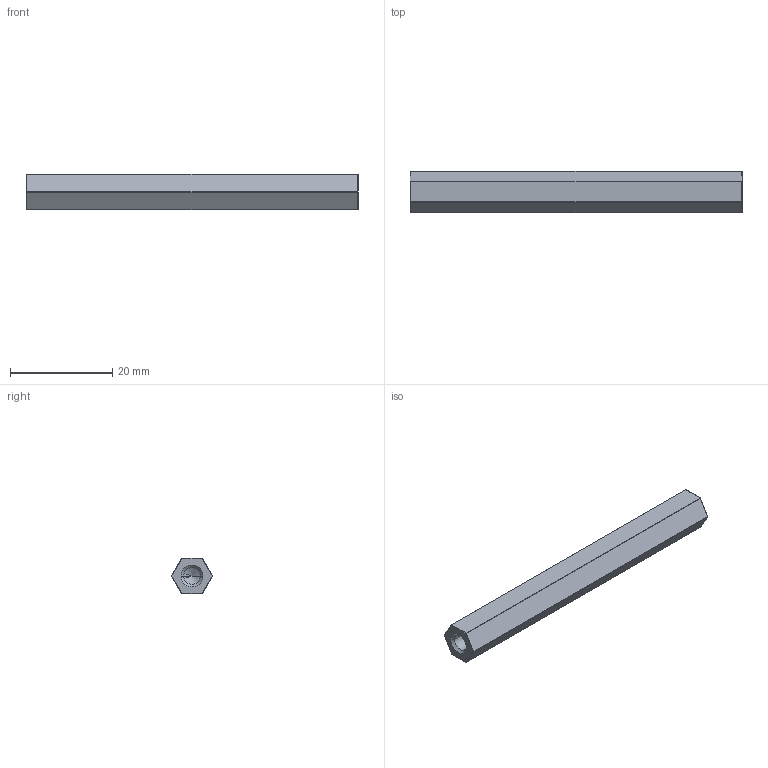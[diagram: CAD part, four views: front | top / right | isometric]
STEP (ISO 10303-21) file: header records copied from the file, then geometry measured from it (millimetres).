
FILE_DESCRIPTION (( 'STEP AP214' ), '1' );
FILE_NAME ('TFF-M4x65_DR116.STEP', '2018-07-07T10:30:31', ( 'User' ), ( '' ), 'SwSTEP 2.0', 'SolidWorks 2017', '' );
FILE_SCHEMA (( 'AUTOMOTIVE_DESIGN' ));
Length unit declared in the file: millimetre
Products named in the file (1): TFF-M4x65_DR116
Bounding box: 65 x 8.05 x 7 mm (x, y, z)
Volume: 2569.3 mm3; surface area: 1870.7 mm2
Topology: 1 solids, 1 shells, 54 faces, 116 edges, 58 vertices
Faces by surface type: cylinder 26, sphere 12, cone 8, plane 8
Entity records: 1410 total; most frequent: DIRECTION 266, CARTESIAN_POINT 213, ORIENTED_EDGE 208, AXIS2_PLACEMENT_3D 107, EDGE_CURVE 104, EDGE_LOOP 56, FACE_OUTER_BOUND 54, ADVANCED_FACE 54
